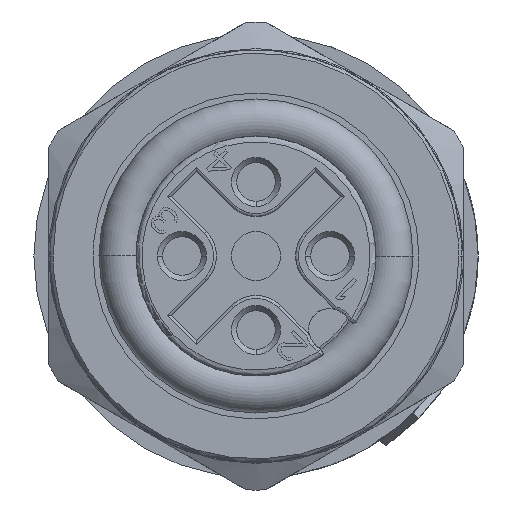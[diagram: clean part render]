
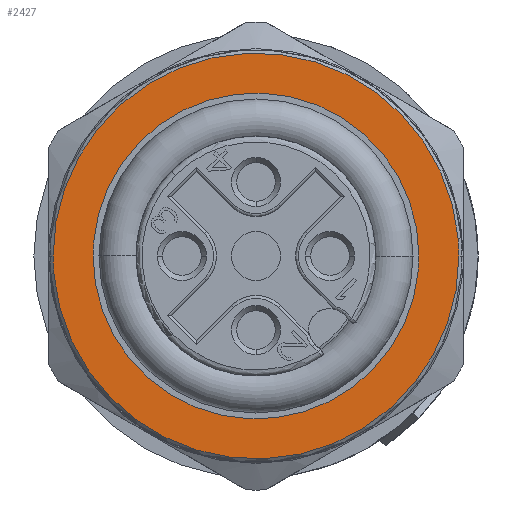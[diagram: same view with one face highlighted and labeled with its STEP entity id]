
A CAD part, front view. The second image highlights one B-rep face of the part: STEP entity #2427.
In plain terms, the highlighted planar face has unit normal (0, -1, 0).
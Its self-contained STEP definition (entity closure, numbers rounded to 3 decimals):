
#2427=ADVANCED_FACE('',(#4823,#4824),#4825,.T.);
#4823=FACE_OUTER_BOUND('',#18947,.T.);
#4824=FACE_BOUND('',#18948,.T.);
#4825=PLANE('',#18949);
#18947=EDGE_LOOP('',(#25481,#25482,#25483,#25484));
#18948=EDGE_LOOP('',(#25485,#25486,#25487,#25488));
#18949=AXIS2_PLACEMENT_3D('',#25489,#25490,#25491);
#25481=ORIENTED_EDGE('',*,*,#28410,.T.);
#25482=ORIENTED_EDGE('',*,*,#27854,.T.);
#25483=ORIENTED_EDGE('',*,*,#28412,.T.);
#25484=ORIENTED_EDGE('',*,*,#27848,.T.);
#25485=ORIENTED_EDGE('',*,*,#27911,.F.);
#25486=ORIENTED_EDGE('',*,*,#28414,.F.);
#25487=ORIENTED_EDGE('',*,*,#27842,.F.);
#25488=ORIENTED_EDGE('',*,*,#27913,.F.);
#25489=CARTESIAN_POINT('',(-7.535,-12.4,-7.497));
#25490=DIRECTION('',(0.0,-1.0,0.0));
#25491=DIRECTION('',(0.0,0.0,1.0));
#27842=EDGE_CURVE('',#31559,#31555,#31561,.T.);
#27848=EDGE_CURVE('',#31564,#31570,#31572,.T.);
#27854=EDGE_CURVE('',#31575,#31581,#31583,.T.);
#27911=EDGE_CURVE('',#31674,#31670,#31676,.T.);
#27913=EDGE_CURVE('',#31670,#31559,#31678,.T.);
#28410=EDGE_CURVE('',#31570,#31575,#32402,.T.);
#28412=EDGE_CURVE('',#31581,#31564,#32404,.T.);
#28414=EDGE_CURVE('',#31555,#31674,#32406,.T.);
#31555=VERTEX_POINT('',#39724);
#31559=VERTEX_POINT('',#39729);
#31561=CIRCLE('',#39732,5.5);
#31564=VERTEX_POINT('',#39735);
#31570=VERTEX_POINT('',#39742);
#31572=CIRCLE('',#39745,6.85);
#31575=VERTEX_POINT('',#39748);
#31581=VERTEX_POINT('',#39755);
#31583=CIRCLE('',#39758,6.85);
#31670=VERTEX_POINT('',#39857);
#31674=VERTEX_POINT('',#39862);
#31676=CIRCLE('',#39865,5.5);
#31678=CIRCLE('',#39867,5.5);
#32402=CIRCLE('',#41430,6.85);
#32404=CIRCLE('',#41432,6.85);
#32406=CIRCLE('',#41434,5.5);
#39724=CARTESIAN_POINT('',(-5.479,-12.4,0.479));
#39729=CARTESIAN_POINT('',(5.5,-12.4,0.0));
#39732=AXIS2_PLACEMENT_3D('',#43643,#43644,#43645);
#39735=CARTESIAN_POINT('',(-6.824,-12.4,-0.597));
#39742=CARTESIAN_POINT('',(6.85,-12.4,0.0));
#39745=AXIS2_PLACEMENT_3D('',#43654,#43655,#43656);
#39748=CARTESIAN_POINT('',(6.824,-12.4,0.597));
#39755=CARTESIAN_POINT('',(-6.85,-12.4,0.0));
#39758=AXIS2_PLACEMENT_3D('',#43665,#43666,#43667);
#39857=CARTESIAN_POINT('',(5.479,-12.4,-0.479));
#39862=CARTESIAN_POINT('',(-5.5,-12.4,0.0));
#39865=AXIS2_PLACEMENT_3D('',#43775,#43776,#43777);
#39867=AXIS2_PLACEMENT_3D('',#43778,#43779,#43780);
#41430=AXIS2_PLACEMENT_3D('',#44434,#44435,#44436);
#41432=AXIS2_PLACEMENT_3D('',#44437,#44438,#44439);
#41434=AXIS2_PLACEMENT_3D('',#44440,#44441,#44442);
#43643=CARTESIAN_POINT('',(0.0,-12.4,0.0));
#43644=DIRECTION('',(0.0,-1.0,0.0));
#43645=DIRECTION('',(1.0,0.0,0.0));
#43654=CARTESIAN_POINT('',(0.0,-12.4,0.0));
#43655=DIRECTION('',(0.0,-1.0,0.0));
#43656=DIRECTION('',(-1.0,0.0,0.0));
#43665=CARTESIAN_POINT('',(0.0,-12.4,0.0));
#43666=DIRECTION('',(0.0,-1.0,0.0));
#43667=DIRECTION('',(1.0,0.0,0.0));
#43775=CARTESIAN_POINT('',(0.0,-12.4,0.0));
#43776=DIRECTION('',(0.0,-1.0,0.0));
#43777=DIRECTION('',(-1.0,0.0,0.0));
#43778=CARTESIAN_POINT('',(0.0,-12.4,0.0));
#43779=DIRECTION('',(0.0,-1.0,0.0));
#43780=DIRECTION('',(-1.0,0.0,0.0));
#44434=CARTESIAN_POINT('',(0.0,-12.4,0.0));
#44435=DIRECTION('',(0.0,-1.0,0.0));
#44436=DIRECTION('',(1.0,0.0,0.0));
#44437=CARTESIAN_POINT('',(0.0,-12.4,0.0));
#44438=DIRECTION('',(0.0,-1.0,0.0));
#44439=DIRECTION('',(-1.0,0.0,0.0));
#44440=CARTESIAN_POINT('',(0.0,-12.4,0.0));
#44441=DIRECTION('',(0.0,-1.0,0.0));
#44442=DIRECTION('',(1.0,0.0,0.0));
